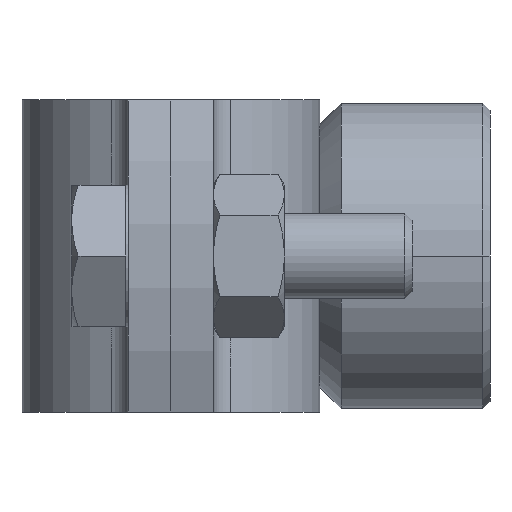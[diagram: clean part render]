
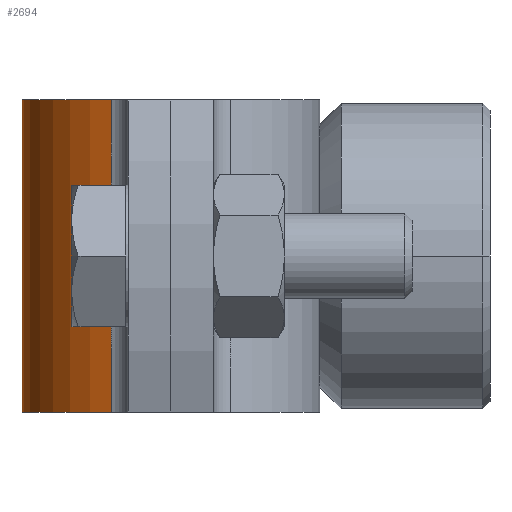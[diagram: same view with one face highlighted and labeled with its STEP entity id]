
A CAD part, left-side view. The second image highlights one B-rep face of the part: STEP entity #2694.
In plain terms, the highlighted cylindrical face has radius 10.5 mm (diameter 21 mm), a partial arc.
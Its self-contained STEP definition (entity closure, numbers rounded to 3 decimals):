
#88 = DIRECTION ( 'NONE',  ( 0., 0., 1. ) ) ;
#124 = VERTEX_POINT ( 'NONE', #754 ) ;
#237 = AXIS2_PLACEMENT_3D ( 'NONE', #2551, #2458, #2400 ) ;
#335 = DIRECTION ( 'NONE',  ( 1., 0., 0. ) ) ;
#353 = VECTOR ( 'NONE', #2365, 1000. ) ;
#568 = VERTEX_POINT ( 'NONE', #1866 ) ;
#704 = EDGE_CURVE ( 'NONE', #124, #568, #2806, .T. ) ;
#754 = CARTESIAN_POINT ( 'NONE',  ( -9.623, -4.2, -11. ) ) ;
#848 = CARTESIAN_POINT ( 'NONE',  ( 9.623, -4.2, 11. ) ) ;
#915 = CARTESIAN_POINT ( 'NONE',  ( 9.623, -4.2, 11. ) ) ;
#932 = CARTESIAN_POINT ( 'NONE',  ( -9.623, -4.2, 11. ) ) ;
#934 = DIRECTION ( 'NONE',  ( 0., 0., -1. ) ) ;
#950 = LINE ( 'NONE', #915, #2346 ) ;
#1231 = EDGE_CURVE ( 'NONE', #1476, #568, #950, .T. ) ;
#1281 = CARTESIAN_POINT ( 'NONE',  ( -9.623, -4.2, 11. ) ) ;
#1476 = VERTEX_POINT ( 'NONE', #848 ) ;
#1567 = FACE_OUTER_BOUND ( 'NONE', #2210, .T. ) ;
#1621 = CYLINDRICAL_SURFACE ( 'NONE', #2172, 10.5 ) ;
#1693 = DIRECTION ( 'NONE',  ( -1., 0., 0. ) ) ;
#1782 = CIRCLE ( 'NONE', #2757, 10.5 ) ;
#1846 = EDGE_CURVE ( 'NONE', #2898, #1476, #1782, .T. ) ;
#1865 = DIRECTION ( 'NONE',  ( 0., 0., -1. ) ) ;
#1866 = CARTESIAN_POINT ( 'NONE',  ( 9.623, -4.2, -11. ) ) ;
#1882 = CARTESIAN_POINT ( 'NONE',  ( 0., 0., 11. ) ) ;
#1888 = EDGE_CURVE ( 'NONE', #2898, #124, #3281, .T. ) ;
#1905 = ORIENTED_EDGE ( 'NONE', *, *, #1888, .T. ) ;
#2172 = AXIS2_PLACEMENT_3D ( 'NONE', #1882, #1865, #1693 ) ;
#2210 = EDGE_LOOP ( 'NONE', ( #2728, #2381, #3297, #1905 ) ) ;
#2346 = VECTOR ( 'NONE', #934, 1000. ) ;
#2365 = DIRECTION ( 'NONE',  ( 0., 0., -1. ) ) ;
#2381 = ORIENTED_EDGE ( 'NONE', *, *, #1231, .F. ) ;
#2400 = DIRECTION ( 'NONE',  ( 1., 0., 0. ) ) ;
#2458 = DIRECTION ( 'NONE',  ( 0., 0., 1. ) ) ;
#2551 = CARTESIAN_POINT ( 'NONE',  ( 0., 0., -11. ) ) ;
#2557 = CARTESIAN_POINT ( 'NONE',  ( 0., 0., 11. ) ) ;
#2694 = ADVANCED_FACE ( 'NONE', ( #1567 ), #1621, .T. ) ;
#2728 = ORIENTED_EDGE ( 'NONE', *, *, #704, .T. ) ;
#2757 = AXIS2_PLACEMENT_3D ( 'NONE', #2557, #88, #335 ) ;
#2806 = CIRCLE ( 'NONE', #237, 10.5 ) ;
#2898 = VERTEX_POINT ( 'NONE', #932 ) ;
#3281 = LINE ( 'NONE', #1281, #353 ) ;
#3297 = ORIENTED_EDGE ( 'NONE', *, *, #1846, .F. ) ;
